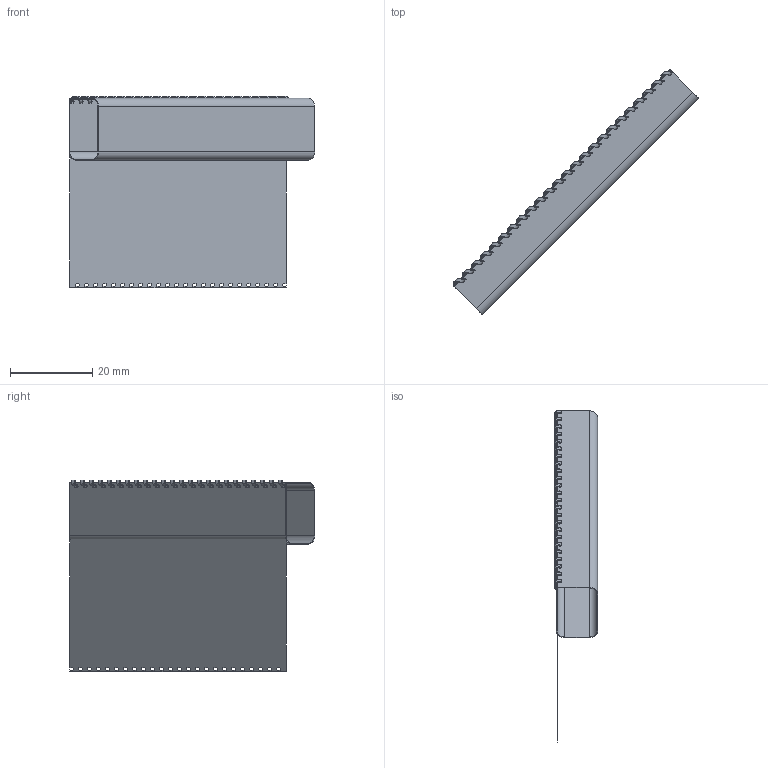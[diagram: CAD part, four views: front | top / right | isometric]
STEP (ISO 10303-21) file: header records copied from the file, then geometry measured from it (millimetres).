
FILE_DESCRIPTION (( 'STEP AP214' ), '1' );
FILE_NAME ('handle-stitching.STEP', '2022-06-17T22:11:05', ( '' ), ( '' ), 'SwSTEP 2.0', 'SolidWorks 2020', '' );
FILE_SCHEMA (( 'AUTOMOTIVE_DESIGN' ));
Length unit declared in the file: millimetre
Products named in the file (1): handle-stitching
Bounding box: 59.57 x 59.57 x 46.51 mm (x, y, z)
Surface area: 13998.4 mm2 (no closed solid volume)
Topology: 0 solids, 4 shells, 511 faces, 2301 edges, 1796 vertices
Faces by surface type: bspline 288, plane 116, cylinder 107
Entity records: 36323 total; most frequent: CARTESIAN_POINT 22219, ORIENTED_EDGE 3804, EDGE_CURVE 2301, VERTEX_POINT 1796, B_SPLINE_CURVE_WITH_KNOTS 1638, DIRECTION 937, EDGE_LOOP 699, FACE_OUTER_BOUND 511
